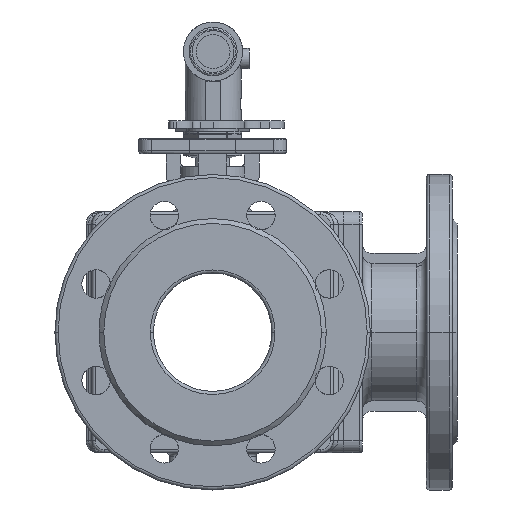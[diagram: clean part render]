
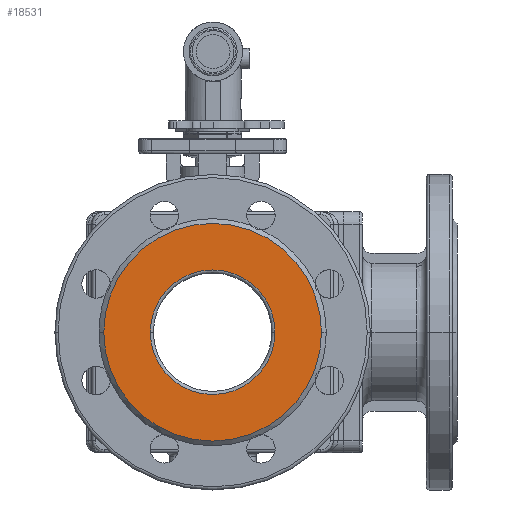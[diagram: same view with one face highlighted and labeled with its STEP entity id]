
A CAD part, front view. The second image highlights one B-rep face of the part: STEP entity #18531.
In plain terms, the highlighted face is planar.
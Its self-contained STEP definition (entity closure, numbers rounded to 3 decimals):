
#767=PLANE('',#20114);
#8347=ORIENTED_EDGE('',*,*,#12041,.T.);
#8348=ORIENTED_EDGE('',*,*,#12077,.T.);
#8349=ORIENTED_EDGE('',*,*,#12078,.T.);
#8350=ORIENTED_EDGE('',*,*,#11904,.T.);
#11904=EDGE_CURVE('',#14049,#14051,#15032,.T.);
#12041=EDGE_CURVE('',#14146,#14144,#15102,.T.);
#12077=EDGE_CURVE('',#14144,#14146,#15135,.T.);
#12078=EDGE_CURVE('',#14051,#14049,#15136,.T.);
#14049=VERTEX_POINT('',#38137);
#14051=VERTEX_POINT('',#38141);
#14144=VERTEX_POINT('',#38423);
#14146=VERTEX_POINT('',#38426);
#15032=CIRCLE('',#19963,39.5);
#15102=CIRCLE('',#20077,69.);
#15135=CIRCLE('',#20115,69.);
#15136=CIRCLE('',#20116,39.5);
#16198=EDGE_LOOP('',(#8347,#8348));
#16199=EDGE_LOOP('',(#8349,#8350));
#17397=FACE_BOUND('',#16198,.T.);
#17398=FACE_BOUND('',#16199,.T.);
#18531=ADVANCED_FACE('',(#17397,#17398),#767,.F.);
#19963=AXIS2_PLACEMENT_3D('',#38142,#23467,#23468);
#20077=AXIS2_PLACEMENT_3D('',#38425,#23760,#23761);
#20114=AXIS2_PLACEMENT_3D('',#38467,#23837,#23838);
#20115=AXIS2_PLACEMENT_3D('',#38468,#23839,#23840);
#20116=AXIS2_PLACEMENT_3D('',#38469,#23841,#23842);
#23467=DIRECTION('',(-1.,0.,0.));
#23468=DIRECTION('',(0.,0.,1.));
#23760=DIRECTION('',(1.,0.,0.));
#23761=DIRECTION('',(0.,0.,1.));
#23837=DIRECTION('',(-1.,0.,0.));
#23838=DIRECTION('',(0.,0.,1.));
#23839=DIRECTION('',(1.,0.,0.));
#23840=DIRECTION('',(0.,0.,1.));
#23841=DIRECTION('',(-1.,0.,0.));
#23842=DIRECTION('',(0.,0.,1.));
#38137=CARTESIAN_POINT('',(0.,0.,-39.5));
#38141=CARTESIAN_POINT('',(0.,0.,39.5));
#38142=CARTESIAN_POINT('',(0.,0.,0.));
#38423=CARTESIAN_POINT('',(0.,0.,-69.));
#38425=CARTESIAN_POINT('',(0.,0.,0.));
#38426=CARTESIAN_POINT('',(0.,0.,69.));
#38467=CARTESIAN_POINT('',(0.,0.,0.));
#38468=CARTESIAN_POINT('',(0.,0.,0.));
#38469=CARTESIAN_POINT('',(0.,0.,0.));
